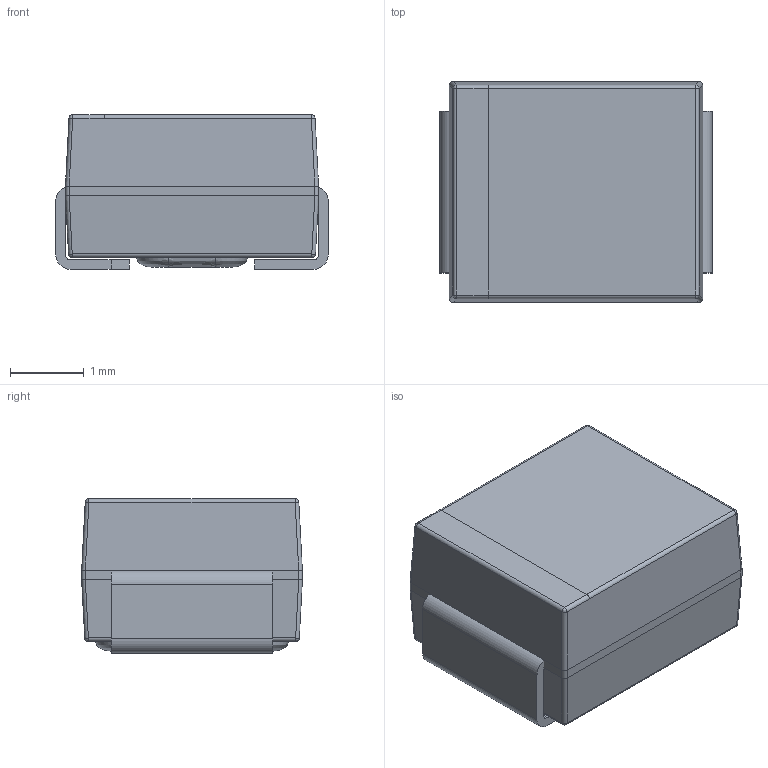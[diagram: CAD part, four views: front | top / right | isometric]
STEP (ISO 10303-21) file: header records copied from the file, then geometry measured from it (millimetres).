
FILE_DESCRIPTION(('STEP AP214'), '1');
FILE_NAME('CAPM-TANT', '2020-10-20T17:14:46', ('AF'), (''), 'UNSPECIFIED', 'UNSPECIFIED', '');
FILE_SCHEMA(('AUTOMOTIVE_DESIGN { 1 0 10303 214 3 1 1}'));
Length unit declared in the file: millimetre
Bounding box: 3.7 x 3 x 2.1 mm (x, y, z)
Volume: 21.1 mm3; surface area: 64.8 mm2
Topology: 3 solids, 3 shells, 84 faces, 197 edges, 112 vertices
Faces by surface type: plane 38, cylinder 30, bspline 16
Entity records: 3331 total; most frequent: CARTESIAN_POINT 806, ORIENTED_EDGE 378, DIRECTION 361, EDGE_CURVE 189, LINE 123, VECTOR 123, AXIS2_PLACEMENT_3D 119, VERTEX_POINT 112
